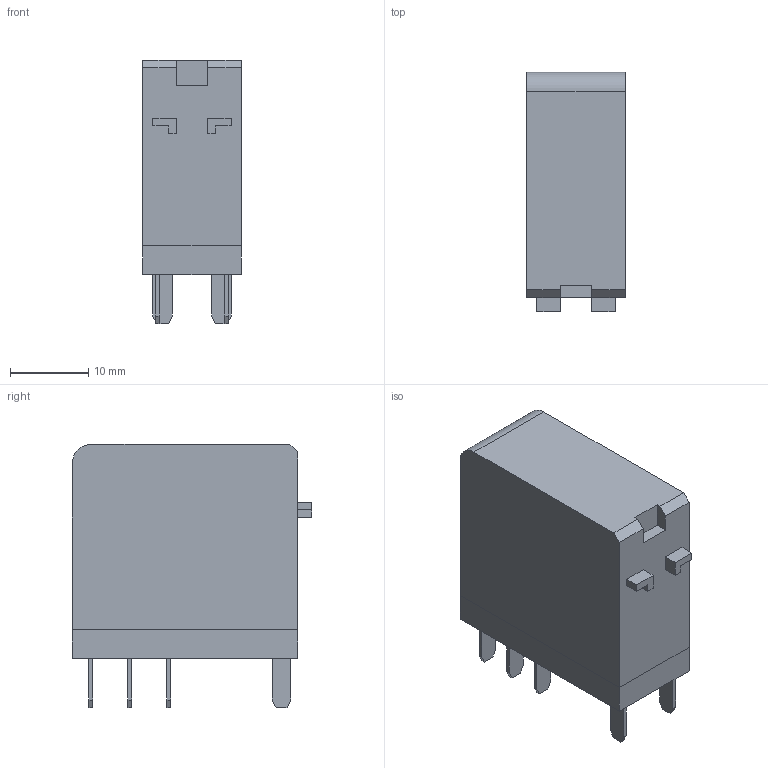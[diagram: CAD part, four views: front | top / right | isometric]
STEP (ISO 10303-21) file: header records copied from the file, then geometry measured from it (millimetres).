
FILE_DESCRIPTION(('CATIA V5R24 STEP','CAx-IF Rec.Pracs.--- Model Styling and Organization---1.2---2011-12-15'),'2;1');
FILE_NAME ('8028472_4', '2017-12-13T12:50:20+00:00', ('Weidmueller Interface'), ('Weidmueller'), 'CATIA Version 5-6 Release 2014 SP4', 'CATIA V5 STEP AP214', 'none');
FILE_SCHEMA(('AUTOMOTIVE_DESIGN { 1 0 10303 214 1 1 1 1 }'));
Length unit declared in the file: millimetre
Products named in the file (1): S3D_DRI_424_XXX
Bounding box: 12.6 x 30.6 x 33.7 mm (x, y, z)
Volume: 9977.3 mm3; surface area: 4051.2 mm2
Topology: 10 solids, 10 shells, 97 faces, 241 edges, 166 vertices
Faces by surface type: plane 96, cylinder 1
Entity records: 2803 total; most frequent: ORIENTED_EDGE 482, CARTESIAN_POINT 477, DIRECTION 364, EDGE_CURVE 241, VECTOR 234, LINE 234, VERTEX_POINT 166, EDGE_LOOP 99
